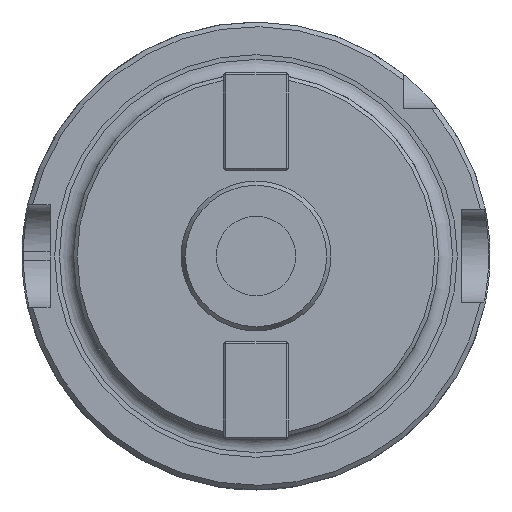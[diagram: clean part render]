
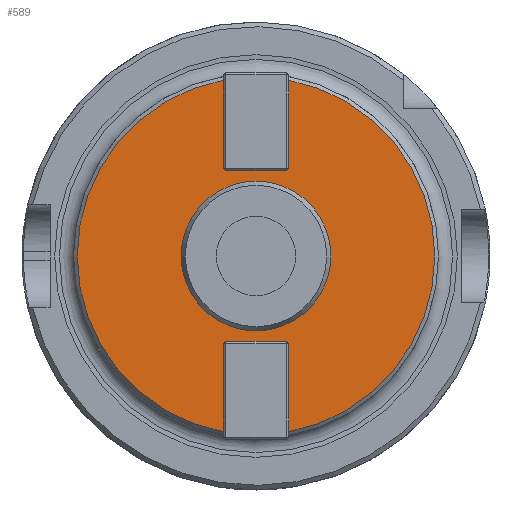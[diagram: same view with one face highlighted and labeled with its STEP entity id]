
A CAD part, left-side view. The second image highlights one B-rep face of the part: STEP entity #589.
In plain terms, the highlighted planar face has unit normal (-1, 0, 0).
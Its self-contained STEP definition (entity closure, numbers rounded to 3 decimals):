
#79=FACE_BOUND('',#865,.T.);
#80=FACE_BOUND('',#866,.T.);
#189=LINE('',#4082,#344);
#190=LINE('',#4084,#345);
#191=LINE('',#4086,#346);
#192=LINE('',#4088,#347);
#193=LINE('',#4090,#348);
#194=LINE('',#4091,#349);
#195=LINE('',#4093,#350);
#196=LINE('',#4095,#351);
#197=LINE('',#4097,#352);
#198=LINE('',#4099,#353);
#344=VECTOR('',#2742,1.);
#345=VECTOR('',#2743,1.);
#346=VECTOR('',#2744,1.);
#347=VECTOR('',#2745,1.);
#348=VECTOR('',#2746,1.);
#349=VECTOR('',#2747,1.);
#350=VECTOR('',#2748,1.);
#351=VECTOR('',#2749,1.);
#352=VECTOR('',#2750,1.);
#353=VECTOR('',#2751,1.);
#463=PLANE('',#2330);
#589=ADVANCED_FACE('',(#79,#80),#463,.F.);
#865=EDGE_LOOP('',(#1388,#1389,#1390,#1391,#1392,#1393,#1394,#1395,#1396,
#1397,#1398,#1399));
#866=EDGE_LOOP('',(#1400));
#1388=ORIENTED_EDGE('',*,*,#1806,.T.);
#1389=ORIENTED_EDGE('',*,*,#2008,.T.);
#1390=ORIENTED_EDGE('',*,*,#2009,.T.);
#1391=ORIENTED_EDGE('',*,*,#2010,.T.);
#1392=ORIENTED_EDGE('',*,*,#2011,.T.);
#1393=ORIENTED_EDGE('',*,*,#2012,.T.);
#1394=ORIENTED_EDGE('',*,*,#2005,.T.);
#1395=ORIENTED_EDGE('',*,*,#2013,.T.);
#1396=ORIENTED_EDGE('',*,*,#2014,.T.);
#1397=ORIENTED_EDGE('',*,*,#2015,.T.);
#1398=ORIENTED_EDGE('',*,*,#2016,.T.);
#1399=ORIENTED_EDGE('',*,*,#2017,.T.);
#1400=ORIENTED_EDGE('',*,*,#2018,.F.);
#1610=VERTEX_POINT('',#2971);
#1611=VERTEX_POINT('',#2973);
#1751=VERTEX_POINT('',#4071);
#1752=VERTEX_POINT('',#4072);
#1753=VERTEX_POINT('',#4083);
#1754=VERTEX_POINT('',#4085);
#1755=VERTEX_POINT('',#4087);
#1756=VERTEX_POINT('',#4089);
#1757=VERTEX_POINT('',#4092);
#1758=VERTEX_POINT('',#4094);
#1759=VERTEX_POINT('',#4096);
#1760=VERTEX_POINT('',#4098);
#1761=VERTEX_POINT('',#4101);
#1806=EDGE_CURVE('',#1611,#1610,#2108,.T.);
#2005=EDGE_CURVE('',#1751,#1752,#2169,.T.);
#2008=EDGE_CURVE('',#1610,#1753,#189,.T.);
#2009=EDGE_CURVE('',#1753,#1754,#190,.T.);
#2010=EDGE_CURVE('',#1754,#1755,#191,.T.);
#2011=EDGE_CURVE('',#1755,#1756,#192,.T.);
#2012=EDGE_CURVE('',#1756,#1751,#193,.T.);
#2013=EDGE_CURVE('',#1752,#1757,#194,.T.);
#2014=EDGE_CURVE('',#1757,#1758,#195,.T.);
#2015=EDGE_CURVE('',#1758,#1759,#196,.T.);
#2016=EDGE_CURVE('',#1759,#1760,#197,.T.);
#2017=EDGE_CURVE('',#1760,#1611,#198,.T.);
#2018=EDGE_CURVE('',#1761,#1761,#2170,.T.);
#2108=CIRCLE('',#2189,38.2);
#2169=CIRCLE('',#2327,38.2);
#2170=CIRCLE('',#2329,16.);
#2189=AXIS2_PLACEMENT_3D('',#2972,#2399,#2400);
#2327=AXIS2_PLACEMENT_3D('',#4070,#2738,#2739);
#2329=AXIS2_PLACEMENT_3D('',#4100,#2752,#2753);
#2330=AXIS2_PLACEMENT_3D('',#4102,#2754,#2755);
#2399=DIRECTION('',(-1.,0.,0.));
#2400=DIRECTION('',(0.,0.,-1.));
#2738=DIRECTION('',(-1.,0.,0.));
#2739=DIRECTION('',(0.,0.,-1.));
#2742=DIRECTION('',(0.,0.,1.));
#2743=DIRECTION('',(0.,-0.707,0.707));
#2744=DIRECTION('',(0.,-1.,0.));
#2745=DIRECTION('',(0.,-0.707,-0.707));
#2746=DIRECTION('',(0.,0.,-1.));
#2747=DIRECTION('',(0.,0.,-1.));
#2748=DIRECTION('',(0.,0.707,-0.707));
#2749=DIRECTION('',(0.,1.,0.));
#2750=DIRECTION('',(0.,0.707,0.707));
#2751=DIRECTION('',(0.,0.,1.));
#2752=DIRECTION('',(-1.,0.,0.));
#2753=DIRECTION('',(0.,0.,-1.));
#2754=DIRECTION('',(1.,0.,0.));
#2755=DIRECTION('',(0.,0.,-1.));
#2971=CARTESIAN_POINT('',(24.,7.,-37.553));
#2972=CARTESIAN_POINT('',(24.,0.,0.));
#2973=CARTESIAN_POINT('',(24.,7.,37.553));
#4070=CARTESIAN_POINT('',(24.,0.,0.));
#4071=CARTESIAN_POINT('',(24.,-7.,-37.553));
#4072=CARTESIAN_POINT('',(24.,-7.,37.553));
#4082=CARTESIAN_POINT('',(24.,7.,17.435));
#4083=CARTESIAN_POINT('',(24.,7.,-18.7));
#4084=CARTESIAN_POINT('',(24.,-14.568,2.868));
#4085=CARTESIAN_POINT('',(24.,6.5,-18.2));
#4086=CARTESIAN_POINT('',(24.,0.,-18.2));
#4087=CARTESIAN_POINT('',(24.,-6.5,-18.2));
#4088=CARTESIAN_POINT('',(24.,14.568,2.868));
#4089=CARTESIAN_POINT('',(24.,-7.,-18.7));
#4090=CARTESIAN_POINT('',(24.,-7.,17.435));
#4091=CARTESIAN_POINT('',(24.,-7.,17.435));
#4092=CARTESIAN_POINT('',(24.,-7.,18.7));
#4093=CARTESIAN_POINT('',(24.,-2.868,14.568));
#4094=CARTESIAN_POINT('',(24.,-6.5,18.2));
#4095=CARTESIAN_POINT('',(24.,0.,18.2));
#4096=CARTESIAN_POINT('',(24.,6.5,18.2));
#4097=CARTESIAN_POINT('',(24.,2.868,14.568));
#4098=CARTESIAN_POINT('',(24.,7.,18.7));
#4099=CARTESIAN_POINT('',(24.,7.,17.435));
#4100=CARTESIAN_POINT('',(24.,0.,0.));
#4101=CARTESIAN_POINT('',(24.,0.,-16.));
#4102=CARTESIAN_POINT('',(24.,0.,17.435));
